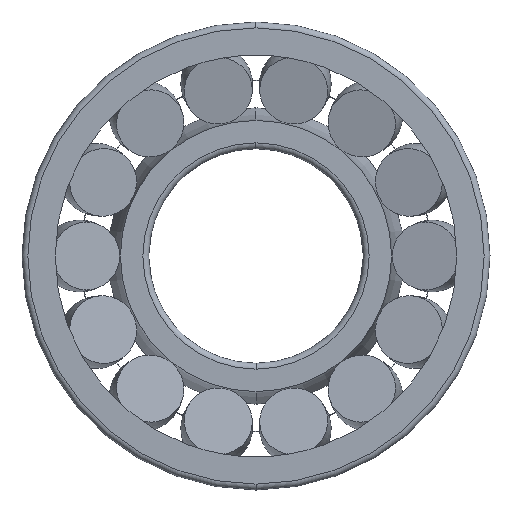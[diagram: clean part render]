
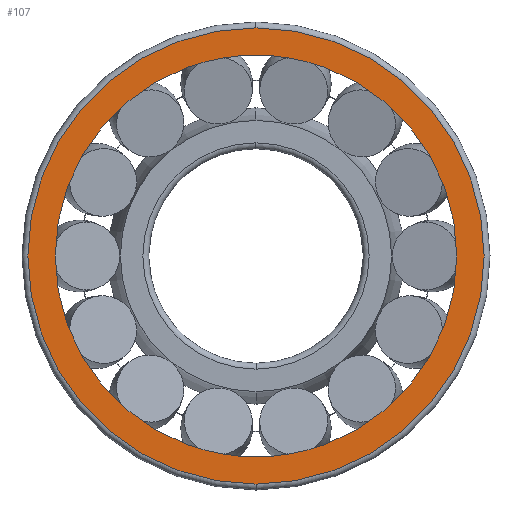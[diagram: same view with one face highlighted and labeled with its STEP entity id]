
A CAD part, left-side view. The second image highlights one B-rep face of the part: STEP entity #107.
In plain terms, the highlighted planar face has unit normal (-1, 0, 0).
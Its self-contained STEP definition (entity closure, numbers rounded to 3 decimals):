
#107=ADVANCED_FACE('',(#363,#364),#365,.T.);
#363=FACE_OUTER_BOUND('',#852,.T.);
#364=FACE_BOUND('',#853,.T.);
#365=PLANE('',#854);
#852=EDGE_LOOP('',(#1568,#1569,#1570));
#853=EDGE_LOOP('',(#1571,#1572,#1573));
#854=AXIS2_PLACEMENT_3D('',#1574,#1575,#1576);
#1568=ORIENTED_EDGE('',*,*,#3100,.F.);
#1569=ORIENTED_EDGE('',*,*,#3099,.F.);
#1570=ORIENTED_EDGE('',*,*,#3127,.F.);
#1571=ORIENTED_EDGE('',*,*,#3131,.T.);
#1572=ORIENTED_EDGE('',*,*,#3082,.T.);
#1573=ORIENTED_EDGE('',*,*,#3132,.T.);
#1574=CARTESIAN_POINT('',(0.0,109.985,0.0));
#1575=DIRECTION('',(-1.0,0.,0.0));
#1576=DIRECTION('',(0.,-1.0,0.0));
#3082=EDGE_CURVE('',#3680,#3677,#3681,.T.);
#3099=EDGE_CURVE('',#3711,#3714,#3715,.T.);
#3100=EDGE_CURVE('',#3714,#3716,#3717,.T.);
#3127=EDGE_CURVE('',#3716,#3711,#3754,.T.);
#3131=EDGE_CURVE('',#3759,#3680,#3760,.T.);
#3132=EDGE_CURVE('',#3677,#3759,#3761,.T.);
#3677=VERTEX_POINT('',#4654);
#3680=VERTEX_POINT('',#4657);
#3681=CIRCLE('',#4658,102.969);
#3711=VERTEX_POINT('',#4690);
#3714=VERTEX_POINT('',#4693);
#3715=CIRCLE('',#4694,117.0);
#3716=VERTEX_POINT('',#4695);
#3717=CIRCLE('',#4696,117.0);
#3754=CIRCLE('',#4809,117.0);
#3759=VERTEX_POINT('',#4814);
#3760=CIRCLE('',#4815,102.969);
#3761=CIRCLE('',#4816,102.969);
#4654=CARTESIAN_POINT('',(0.,0.,-102.969));
#4657=CARTESIAN_POINT('',(0.,0.,102.969));
#4658=AXIS2_PLACEMENT_3D('',#9372,#9373,#9374);
#4690=CARTESIAN_POINT('',(0.0,0.,-117.0));
#4693=CARTESIAN_POINT('',(0.0,117.0,0.0));
#4694=AXIS2_PLACEMENT_3D('',#9419,#9420,#9421);
#4695=CARTESIAN_POINT('',(0.0,0.,117.0));
#4696=AXIS2_PLACEMENT_3D('',#9422,#9423,#9424);
#4809=AXIS2_PLACEMENT_3D('',#9476,#9477,#9478);
#4814=CARTESIAN_POINT('',(0.,102.969,0.0));
#4815=AXIS2_PLACEMENT_3D('',#9488,#9489,#9490);
#4816=AXIS2_PLACEMENT_3D('',#9491,#9492,#9493);
#9372=CARTESIAN_POINT('',(0.,0.0,0.0));
#9373=DIRECTION('',(1.0,0.0,0.0));
#9374=DIRECTION('',(0.0,1.0,0.0));
#9419=CARTESIAN_POINT('',(0.0,0.0,0.0));
#9420=DIRECTION('',(1.0,0.0,0.0));
#9421=DIRECTION('',(0.0,1.0,0.0));
#9422=CARTESIAN_POINT('',(0.0,0.0,0.0));
#9423=DIRECTION('',(1.0,0.0,0.0));
#9424=DIRECTION('',(0.0,1.0,0.0));
#9476=CARTESIAN_POINT('',(0.0,0.0,0.0));
#9477=DIRECTION('',(1.0,0.0,0.0));
#9478=DIRECTION('',(0.0,1.0,0.0));
#9488=CARTESIAN_POINT('',(0.,0.0,0.0));
#9489=DIRECTION('',(1.0,0.0,0.0));
#9490=DIRECTION('',(0.0,1.0,0.0));
#9491=CARTESIAN_POINT('',(0.,0.0,0.0));
#9492=DIRECTION('',(1.0,0.0,0.0));
#9493=DIRECTION('',(0.0,1.0,0.0));
